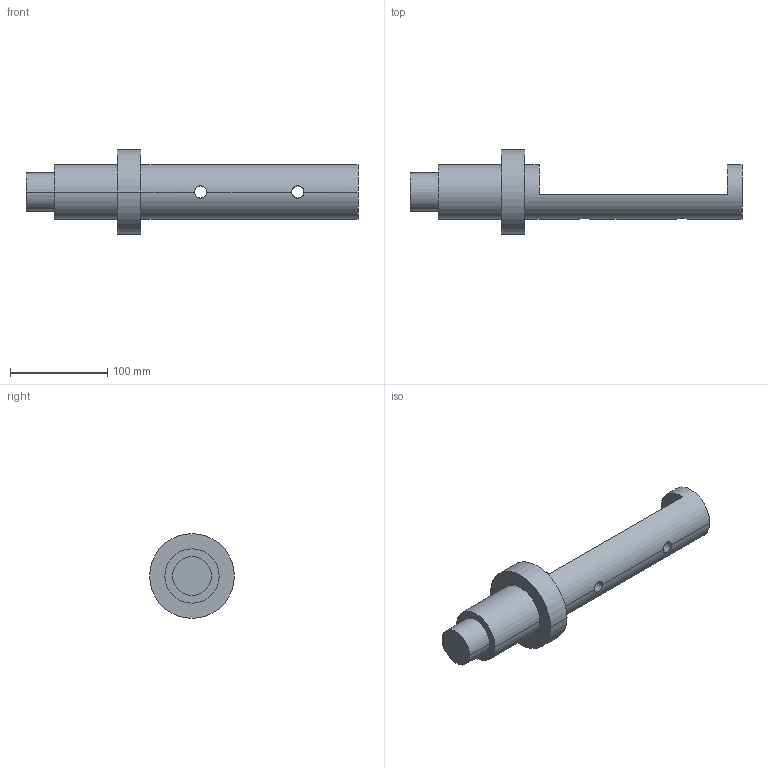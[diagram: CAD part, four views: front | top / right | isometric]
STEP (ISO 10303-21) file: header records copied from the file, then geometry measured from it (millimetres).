
FILE_DESCRIPTION (( 'STEP AP214' ), '1' );
FILE_NAME ('Shaft.STEP', '2025-07-22T14:51:19', ( '' ), ( '' ), 'SwSTEP 2.0', 'SolidWorks 2023', '' );
FILE_SCHEMA (( 'AUTOMOTIVE_DESIGN' ));
Length unit declared in the file: millimetre
Products named in the file (1): Shaft
Bounding box: 341.8 x 87.2 x 87.2 mm (x, y, z)
Volume: 612900.4 mm3; surface area: 69756 mm2
Topology: 1 solids, 1 shells, 20 faces, 51 edges, 34 vertices
Faces by surface type: cylinder 12, plane 8
Entity records: 804 total; most frequent: CARTESIAN_POINT 276, DIRECTION 109, ORIENTED_EDGE 102, EDGE_CURVE 51, AXIS2_PLACEMENT_3D 45, VERTEX_POINT 34, EDGE_LOOP 25, CIRCLE 24
